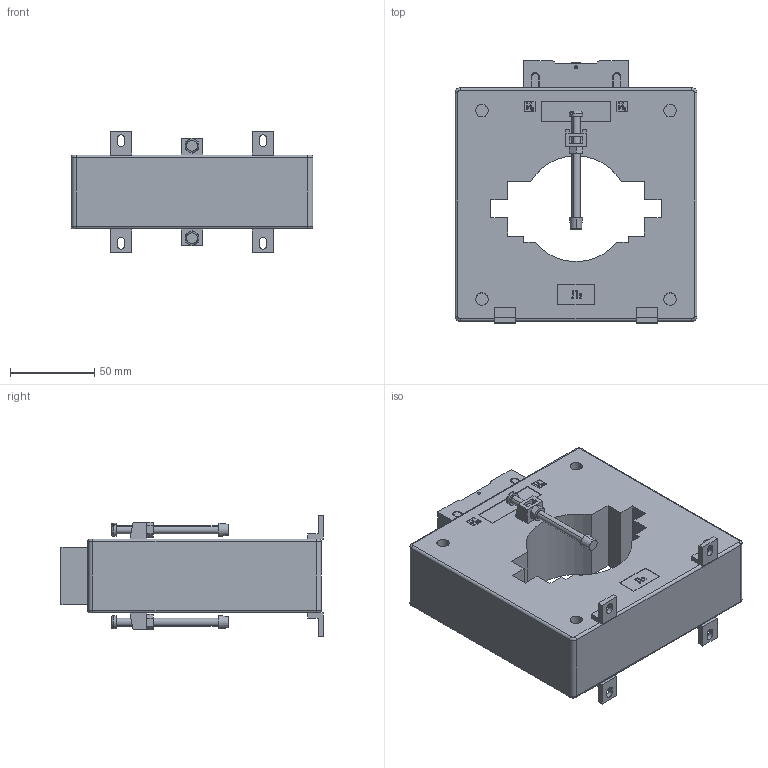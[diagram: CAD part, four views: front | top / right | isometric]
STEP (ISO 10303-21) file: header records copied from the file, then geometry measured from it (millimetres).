
FILE_DESCRIPTION (( 'STEP AP214' ), '1' );
FILE_NAME ('ITB60-3-15-1500 Òðàíñôîðìàòîð òîêà ÒØÏ-0,66 1500_5À 15ÂÀ êëàññ 0,5S ãàáàðèò 100 ÈÝÊ.STEP', '2018-02-02T07:27:22', ( '' ), ( '' ), 'SwSTEP 2.0', 'SolidWorks 2014', '' );
FILE_SCHEMA (( 'AUTOMOTIVE_DESIGN' ));
Length unit declared in the file: millimetre
Products named in the file (1): ITB60-3-15-1500 Òðàíñôîðìàòîð òîêà ÒØÏ-0,66  1500_5À  15ÂÀ  êëàññ 0,5S ãàáàðèò 100  ÈÝÊ
Bounding box: 144 x 156 x 72 mm (x, y, z)
Volume: 718652.1 mm3; surface area: 92564.2 mm2
Topology: 6 solids, 6 shells, 927 faces, 2433 edges, 1566 vertices
Faces by surface type: plane 627, cylinder 176, cone 68, bspline 38, torus 18
Entity records: 30656 total; most frequent: CARTESIAN_POINT 8049, ORIENTED_EDGE 4866, DIRECTION 4363, EDGE_CURVE 2433, VECTOR 1667, LINE 1667, VERTEX_POINT 1566, AXIS2_PLACEMENT_3D 1348
